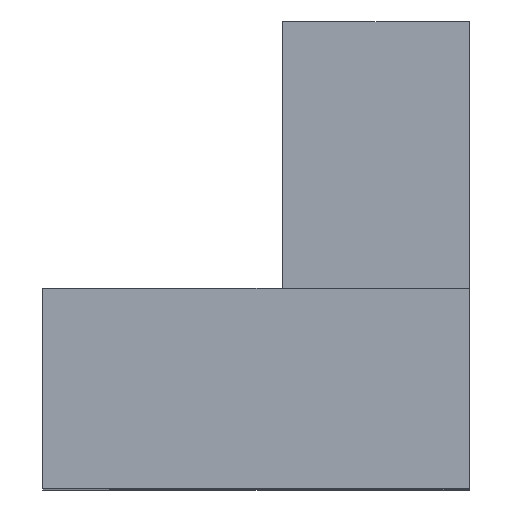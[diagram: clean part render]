
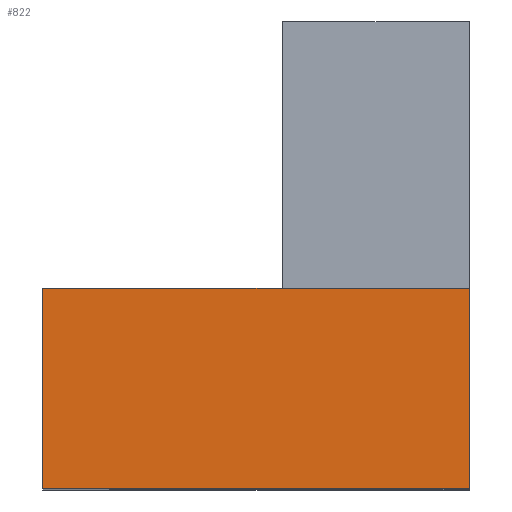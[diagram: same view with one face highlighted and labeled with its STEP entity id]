
A CAD part, top view. The second image highlights one B-rep face of the part: STEP entity #822.
In plain terms, the highlighted planar face has unit normal (0, 0, 1).
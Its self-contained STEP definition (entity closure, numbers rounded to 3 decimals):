
#79=PLANE('',#903);
#121=FACE_OUTER_BOUND('',#170,.T.);
#170=EDGE_LOOP('',(#763,#764,#765,#766));
#199=LINE('',#1145,#292);
#237=LINE('',#1222,#330);
#242=LINE('',#1238,#335);
#282=LINE('',#1337,#375);
#292=VECTOR('',#930,10.);
#330=VECTOR('',#990,10.);
#335=VECTOR('',#1009,10.);
#375=VECTOR('',#1111,10.);
#386=VERTEX_POINT('',#1142);
#387=VERTEX_POINT('',#1144);
#415=VERTEX_POINT('',#1220);
#419=VERTEX_POINT('',#1236);
#461=EDGE_CURVE('',#386,#387,#199,.T.);
#499=EDGE_CURVE('',#415,#386,#237,.T.);
#508=EDGE_CURVE('',#419,#415,#242,.T.);
#556=EDGE_CURVE('',#419,#387,#282,.T.);
#763=ORIENTED_EDGE('',*,*,#556,.T.);
#764=ORIENTED_EDGE('',*,*,#461,.F.);
#765=ORIENTED_EDGE('',*,*,#499,.F.);
#766=ORIENTED_EDGE('',*,*,#508,.F.);
#822=ADVANCED_FACE('',(#121),#79,.T.);
#903=AXIS2_PLACEMENT_3D('',#1338,#1112,#1113);
#930=DIRECTION('',(-1.,0.,0.));
#990=DIRECTION('',(0.,-1.,0.));
#1009=DIRECTION('',(1.,0.,0.));
#1111=DIRECTION('',(0.,-1.,0.));
#1112=DIRECTION('center_axis',(0.,0.,1.));
#1113=DIRECTION('ref_axis',(-1.,0.,0.));
#1142=CARTESIAN_POINT('',(16.01,-5.,42.01));
#1144=CARTESIAN_POINT('',(-16.01,-5.,42.01));
#1145=CARTESIAN_POINT('',(16.01,-5.,42.01));
#1220=CARTESIAN_POINT('',(16.01,10.,42.01));
#1222=CARTESIAN_POINT('',(16.01,0.,42.01));
#1236=CARTESIAN_POINT('',(-16.01,10.,42.01));
#1238=CARTESIAN_POINT('',(16.01,10.,42.01));
#1337=CARTESIAN_POINT('',(-16.01,0.,42.01));
#1338=CARTESIAN_POINT('Origin',(16.01,0.,42.01));
